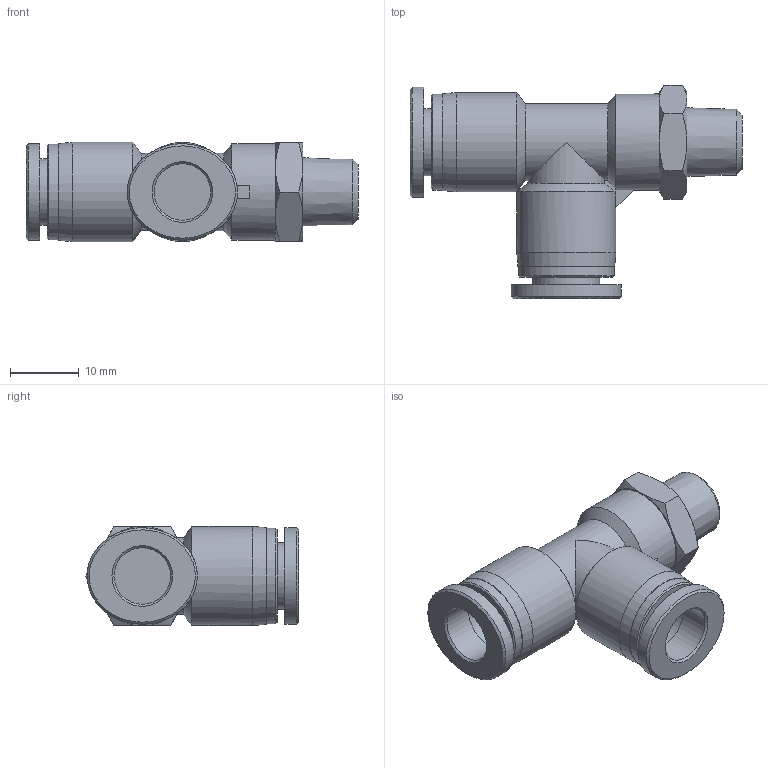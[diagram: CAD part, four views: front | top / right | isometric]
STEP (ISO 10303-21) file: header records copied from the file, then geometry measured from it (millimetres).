
FILE_DESCRIPTION((''),'2;1');
FILE_NAME('PST 5_16-N01U.stp','2016-10-17T15:01:08',('Administrator'),(''),'Autodesk Inventor 2013','Autodesk Inventor 2013','');
FILE_SCHEMA(('CONFIG_CONTROL_DESIGN'));
Length unit declared in the file: millimetre
Products named in the file (4): PST 5_16-N01U; NL 5_16-NPT1_8 BODY; NST 08 BODY; SLEEVE N5_16L
Assembly tree (4 placements, depth 2):
  PST 5_16-N01U
    NL 5_16-NPT1_8 BODY
    NST 08 BODY
    SLEEVE N5_16L  x2
Bounding box: 48.2 x 30.95 x 14.4 mm (x, y, z)
Volume: 6881.7 mm3; surface area: 5199.3 mm2
Topology: 4 solids, 4 shells, 69 faces, 138 edges, 83 vertices
Faces by surface type: plane 29, cone 23, cylinder 13, bspline 4
Full cylindrical faces by diameter (mm): 8.2 x4, 9.7 x2, 11.2 x1, 13.9 x2, 14 x1, 14.4 x2
Entity records: 1628 total; most frequent: CARTESIAN_POINT 411, DIRECTION 247, ORIENTED_EDGE 204, AXIS2_PLACEMENT_3D 111, EDGE_CURVE 102, EDGE_LOOP 82, VERTEX_POINT 71, FACE_OUTER_BOUND 58
